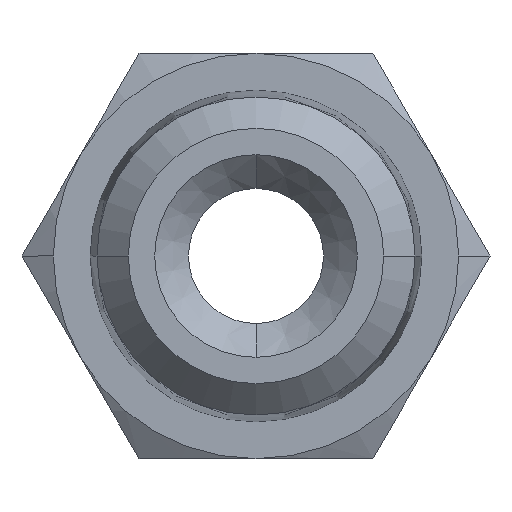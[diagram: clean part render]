
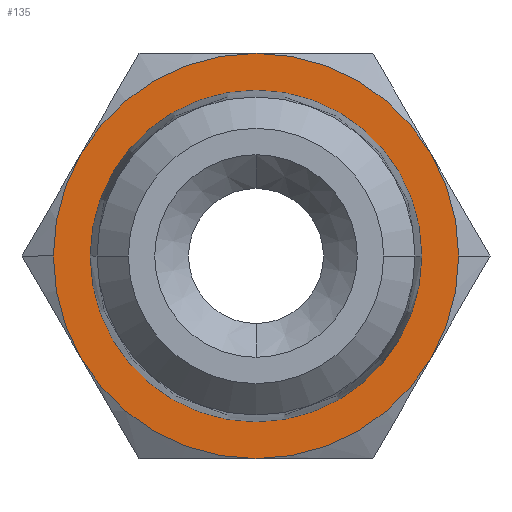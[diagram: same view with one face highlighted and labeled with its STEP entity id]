
A CAD part, front view. The second image highlights one B-rep face of the part: STEP entity #135.
In plain terms, the highlighted planar face has unit normal (0, -1, 0).
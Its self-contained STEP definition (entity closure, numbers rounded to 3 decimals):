
#135=ADVANCED_FACE('',(#266,#267),#268,.F.);
#266=FACE_OUTER_BOUND('',#391,.T.);
#267=FACE_BOUND('',#392,.T.);
#268=PLANE('',#393);
#391=EDGE_LOOP('',(#692,#693,#694,#695,#696,#697,#698,#699));
#392=EDGE_LOOP('',(#700,#701));
#393=AXIS2_PLACEMENT_3D('',#702,#703,#704);
#692=ORIENTED_EDGE('',*,*,#788,.T.);
#693=ORIENTED_EDGE('',*,*,#759,.T.);
#694=ORIENTED_EDGE('',*,*,#840,.F.);
#695=ORIENTED_EDGE('',*,*,#801,.F.);
#696=ORIENTED_EDGE('',*,*,#762,.T.);
#697=ORIENTED_EDGE('',*,*,#834,.T.);
#698=ORIENTED_EDGE('',*,*,#814,.F.);
#699=ORIENTED_EDGE('',*,*,#797,.F.);
#700=ORIENTED_EDGE('',*,*,#769,.F.);
#701=ORIENTED_EDGE('',*,*,#823,.F.);
#702=CARTESIAN_POINT('',(0.0,0.0,0.0));
#703=DIRECTION('',(0.0,1.0,0.0));
#704=DIRECTION('',(1.0,0.0,-0.0));
#759=EDGE_CURVE('',#903,#906,#908,.T.);
#762=EDGE_CURVE('',#888,#910,#912,.T.);
#769=EDGE_CURVE('',#921,#923,#924,.T.);
#788=EDGE_CURVE('',#951,#903,#952,.T.);
#797=EDGE_CURVE('',#951,#965,#966,.T.);
#801=EDGE_CURVE('',#888,#867,#971,.T.);
#814=EDGE_CURVE('',#965,#944,#988,.T.);
#823=EDGE_CURVE('',#923,#921,#999,.T.);
#834=EDGE_CURVE('',#910,#944,#1011,.T.);
#840=EDGE_CURVE('',#867,#906,#1017,.T.);
#867=VERTEX_POINT('',#1046);
#888=VERTEX_POINT('',#1107);
#903=VERTEX_POINT('',#1169);
#906=VERTEX_POINT('',#1173);
#908=CIRCLE('',#1184,6.0);
#910=VERTEX_POINT('',#1186);
#912=CIRCLE('',#1189,6.0);
#921=VERTEX_POINT('',#1216);
#923=VERTEX_POINT('',#1219);
#924=CIRCLE('',#1220,4.912);
#944=VERTEX_POINT('',#1243);
#951=VERTEX_POINT('',#1269);
#952=CIRCLE('',#1270,6.0);
#965=VERTEX_POINT('',#1292);
#966=CIRCLE('',#1293,6.0);
#971=CIRCLE('',#1316,6.0);
#988=CIRCLE('',#1361,6.0);
#999=CIRCLE('',#1400,4.912);
#1011=CIRCLE('',#1422,6.0);
#1017=CIRCLE('',#1430,6.0);
#1046=CARTESIAN_POINT('',(0.,0.0,-6.0));
#1107=CARTESIAN_POINT('',(5.196,0.0,-3.));
#1169=CARTESIAN_POINT('',(-6.0,0.0,0.));
#1173=CARTESIAN_POINT('',(-5.196,0.0,-3.));
#1184=AXIS2_PLACEMENT_3D('',#1472,#1473,#1474);
#1186=CARTESIAN_POINT('',(6.0,0.0,0.));
#1189=AXIS2_PLACEMENT_3D('',#1476,#1477,#1478);
#1216=CARTESIAN_POINT('',(4.912,0.,0.0));
#1219=CARTESIAN_POINT('',(-4.912,0.,0.));
#1220=AXIS2_PLACEMENT_3D('',#1483,#1484,#1485);
#1243=CARTESIAN_POINT('',(5.196,0.0,3.));
#1269=CARTESIAN_POINT('',(-5.196,0.0,3.));
#1270=AXIS2_PLACEMENT_3D('',#1511,#1512,#1513);
#1292=CARTESIAN_POINT('',(0.,0.0,6.0));
#1293=AXIS2_PLACEMENT_3D('',#1529,#1530,#1531);
#1316=AXIS2_PLACEMENT_3D('',#1532,#1533,#1534);
#1361=AXIS2_PLACEMENT_3D('',#1548,#1549,#1550);
#1400=AXIS2_PLACEMENT_3D('',#1555,#1556,#1557);
#1422=AXIS2_PLACEMENT_3D('',#1568,#1569,#1570);
#1430=AXIS2_PLACEMENT_3D('',#1573,#1574,#1575);
#1472=CARTESIAN_POINT('',(0.0,0.0,0.0));
#1473=DIRECTION('',(0.0,-1.0,0.0));
#1474=DIRECTION('',(-0.866,0.0,0.5));
#1476=CARTESIAN_POINT('',(0.0,0.0,0.0));
#1477=DIRECTION('',(0.0,-1.0,0.0));
#1478=DIRECTION('',(0.866,0.0,-0.5));
#1483=CARTESIAN_POINT('',(0.0,0.,0.0));
#1484=DIRECTION('',(0.0,-1.0,0.0));
#1485=DIRECTION('',(1.0,0.0,0.0));
#1511=CARTESIAN_POINT('',(0.0,0.0,0.0));
#1512=DIRECTION('',(0.0,-1.0,0.0));
#1513=DIRECTION('',(-0.866,0.0,0.5));
#1529=CARTESIAN_POINT('',(0.0,0.0,0.0));
#1530=DIRECTION('',(0.0,1.0,0.0));
#1531=DIRECTION('',(-0.866,0.0,0.5));
#1532=CARTESIAN_POINT('',(0.0,0.0,0.0));
#1533=DIRECTION('',(0.0,1.0,0.0));
#1534=DIRECTION('',(0.866,0.0,-0.5));
#1548=CARTESIAN_POINT('',(0.0,0.0,0.0));
#1549=DIRECTION('',(0.0,1.0,0.0));
#1550=DIRECTION('',(0.,0.0,1.0));
#1555=CARTESIAN_POINT('',(0.0,0.,0.0));
#1556=DIRECTION('',(0.0,-1.0,0.0));
#1557=DIRECTION('',(1.0,0.0,0.0));
#1568=CARTESIAN_POINT('',(0.0,0.0,0.0));
#1569=DIRECTION('',(0.0,-1.0,0.0));
#1570=DIRECTION('',(0.866,0.0,-0.5));
#1573=CARTESIAN_POINT('',(0.0,0.0,0.0));
#1574=DIRECTION('',(0.0,1.0,0.0));
#1575=DIRECTION('',(0.,0.0,-1.0));
